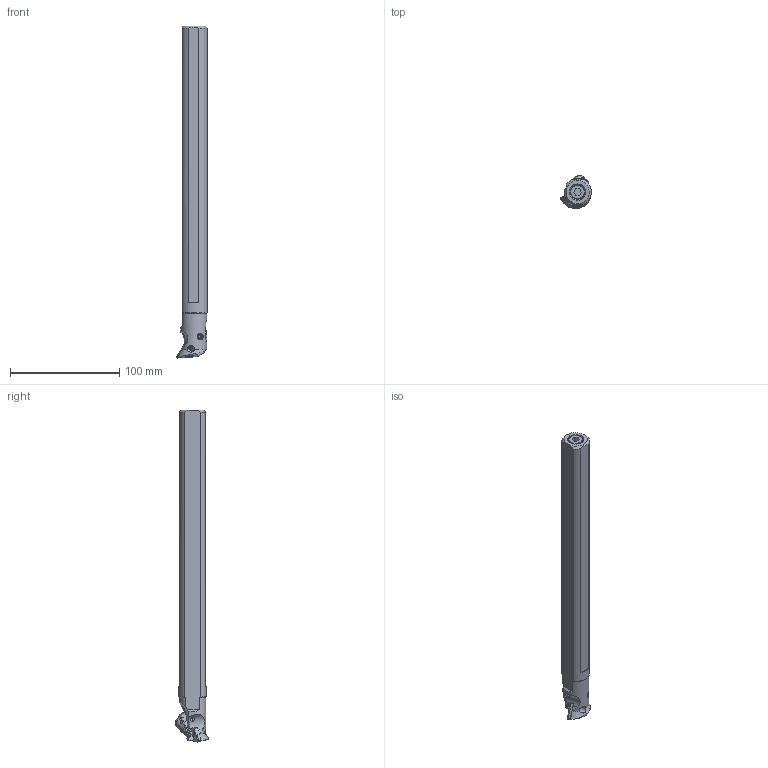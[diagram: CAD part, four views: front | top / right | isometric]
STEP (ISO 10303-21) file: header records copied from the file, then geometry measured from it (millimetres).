
FILE_DESCRIPTION(/* description */ (''),/* implementation_level */ '2;1');
FILE_NAME(/* name */ 'S-DDUNR-164-C.stp',/* time_stamp */ '2021-12-22T09:38:57+09:00',/* author */ (''),/* organization */ (''),/* preprocessor_version */ 'ST-DEVELOPER v16',/* originating_system */ 'SIEMENS PLM Software NX 10.0',/* authorisation */ '');
FILE_SCHEMA (('AUTOMOTIVE_DESIGN { 1 0 10303 214 3 1 1 1 }'));
Length unit declared in the file: millimetre
Products named in the file (1): S-DDUNR-164-C_ASM
Bounding box: 28.32 x 30.26 x 304.3 mm (x, y, z)
Volume: 119832 mm3; surface area: 35781.4 mm2
Topology: 7 solids, 7 shells, 289 faces, 765 edges, 494 vertices
Faces by surface type: cylinder 100, plane 76, bspline 61, cone 29, torus 15, sphere 6, extrusion 2
Entity records: 12717 total; most frequent: CARTESIAN_POINT 5686, ORIENTED_EDGE 1522, DIRECTION 1355, EDGE_CURVE 761, AXIS2_PLACEMENT_3D 552, VERTEX_POINT 491, EDGE_LOOP 306, ADVANCED_FACE 289
